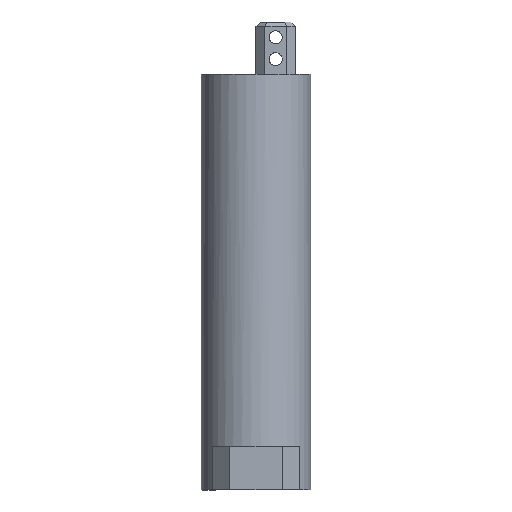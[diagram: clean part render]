
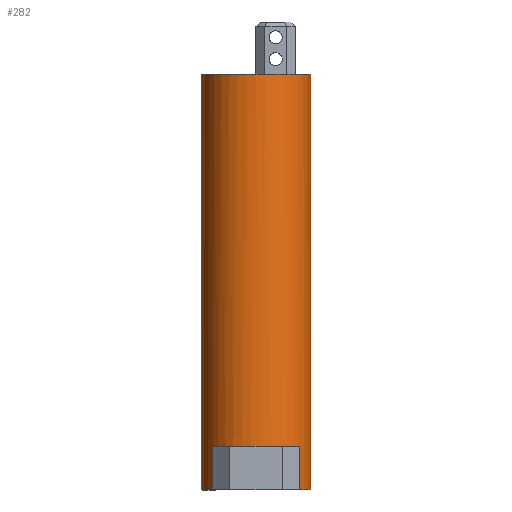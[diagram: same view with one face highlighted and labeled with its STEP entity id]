
A CAD part, front view. The second image highlights one B-rep face of the part: STEP entity #282.
In plain terms, the highlighted cylindrical face has radius 12.5 mm (diameter 25 mm), a partial arc.
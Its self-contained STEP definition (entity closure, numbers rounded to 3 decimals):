
#200=AXIS2_PLACEMENT_3D('Cylinder Axis2P3D',#197,#198,#199) ;
#204=AXIS2_PLACEMENT_3D('Circle Axis2P3D',#202,#203,$) ;
#211=AXIS2_PLACEMENT_3D('Circle Axis2P3D',#209,#210,$) ;
#216=AXIS2_PLACEMENT_3D('Circle Axis2P3D',#214,#215,$) ;
#230=AXIS2_PLACEMENT_3D('Circle Axis2P3D',#228,#229,$) ;
#244=AXIS2_PLACEMENT_3D('Circle Axis2P3D',#242,#243,$) ;
#258=AXIS2_PLACEMENT_3D('Circle Axis2P3D',#256,#257,$) ;
#104=CARTESIAN_POINT('Line Origine',(12.5,0.,-95.)) ;
#108=CARTESIAN_POINT('Vertex',(12.5,0.,-95.)) ;
#110=CARTESIAN_POINT('Vertex',(12.5,0.,0.)) ;
#150=CARTESIAN_POINT('Vertex',(-12.5,0.,-95.)) ;
#153=CARTESIAN_POINT('Line Origine',(-12.5,0.,-95.)) ;
#157=CARTESIAN_POINT('Vertex',(-12.5,0.,0.)) ;
#197=CARTESIAN_POINT('Axis2P3D Location',(0.,0.,-95.)) ;
#202=CARTESIAN_POINT('Axis2P3D Location',(0.,0.,-95.)) ;
#206=CARTESIAN_POINT('Vertex',(6.782,-10.5,-95.)) ;
#209=CARTESIAN_POINT('Axis2P3D Location',(0.,0.,0.)) ;
#214=CARTESIAN_POINT('Axis2P3D Location',(0.,0.,-95.)) ;
#218=CARTESIAN_POINT('Vertex',(-6.782,-10.5,-95.)) ;
#221=CARTESIAN_POINT('Line Origine',(-6.782,-10.5,-95.)) ;
#225=CARTESIAN_POINT('Vertex',(-6.782,-10.5,-90.)) ;
#228=CARTESIAN_POINT('Axis2P3D Location',(0.,0.,-90.)) ;
#232=CARTESIAN_POINT('Vertex',(-8.675,-9.,-90.)) ;
#235=CARTESIAN_POINT('Line Origine',(-8.675,-9.,-95.)) ;
#239=CARTESIAN_POINT('Vertex',(-8.675,-9.,-85.)) ;
#242=CARTESIAN_POINT('Axis2P3D Location',(0.,0.,-85.)) ;
#246=CARTESIAN_POINT('Vertex',(8.675,-9.,-85.)) ;
#249=CARTESIAN_POINT('Line Origine',(8.675,-9.,-95.)) ;
#253=CARTESIAN_POINT('Vertex',(8.675,-9.,-90.)) ;
#256=CARTESIAN_POINT('Axis2P3D Location',(0.,0.,-90.)) ;
#260=CARTESIAN_POINT('Vertex',(6.782,-10.5,-90.)) ;
#263=CARTESIAN_POINT('Line Origine',(6.782,-10.5,-95.)) ;
#105=DIRECTION('Vector Direction',(0.,0.,1.)) ;
#154=DIRECTION('Vector Direction',(0.,0.,1.)) ;
#198=DIRECTION('Axis2P3D Direction',(0.,0.,1.)) ;
#199=DIRECTION('Axis2P3D XDirection',(-1.,0.,0.)) ;
#203=DIRECTION('Axis2P3D Direction',(0.,0.,1.)) ;
#210=DIRECTION('Axis2P3D Direction',(0.,0.,1.)) ;
#215=DIRECTION('Axis2P3D Direction',(0.,0.,1.)) ;
#222=DIRECTION('Vector Direction',(0.,0.,1.)) ;
#229=DIRECTION('Axis2P3D Direction',(0.,0.,1.)) ;
#236=DIRECTION('Vector Direction',(0.,0.,1.)) ;
#243=DIRECTION('Axis2P3D Direction',(0.,0.,1.)) ;
#250=DIRECTION('Vector Direction',(0.,0.,1.)) ;
#257=DIRECTION('Axis2P3D Direction',(0.,0.,1.)) ;
#264=DIRECTION('Vector Direction',(0.,0.,1.)) ;
#106=VECTOR('Line Direction',#105,1.) ;
#155=VECTOR('Line Direction',#154,1.) ;
#223=VECTOR('Line Direction',#222,1.) ;
#237=VECTOR('Line Direction',#236,1.) ;
#251=VECTOR('Line Direction',#250,1.) ;
#265=VECTOR('Line Direction',#264,1.) ;
#269=ORIENTED_EDGE('',*,*,#208,.T.) ;
#270=ORIENTED_EDGE('',*,*,#112,.T.) ;
#271=ORIENTED_EDGE('',*,*,#213,.T.) ;
#272=ORIENTED_EDGE('',*,*,#159,.F.) ;
#273=ORIENTED_EDGE('',*,*,#220,.T.) ;
#274=ORIENTED_EDGE('',*,*,#227,.F.) ;
#275=ORIENTED_EDGE('',*,*,#234,.F.) ;
#276=ORIENTED_EDGE('',*,*,#241,.F.) ;
#277=ORIENTED_EDGE('',*,*,#248,.F.) ;
#278=ORIENTED_EDGE('',*,*,#255,.F.) ;
#279=ORIENTED_EDGE('',*,*,#262,.F.) ;
#280=ORIENTED_EDGE('',*,*,#267,.F.) ;
#282=ADVANCED_FACE('01_SSR03_\X2\4E38578B30B330A230593063307D3093672C4F53\X0\',(#281),#201,.T.) ;
#205=CIRCLE('generated circle',#204,12.5) ;
#212=CIRCLE('generated circle',#211,12.5) ;
#217=CIRCLE('generated circle',#216,12.5) ;
#231=CIRCLE('generated circle',#230,12.5) ;
#245=CIRCLE('generated circle',#244,12.5) ;
#259=CIRCLE('generated circle',#258,12.5) ;
#201=CYLINDRICAL_SURFACE('generated cylinder',#200,12.5) ;
#112=EDGE_CURVE('',#109,#111,#107,.T.) ;
#159=EDGE_CURVE('',#151,#158,#156,.T.) ;
#208=EDGE_CURVE('',#207,#109,#205,.T.) ;
#213=EDGE_CURVE('',#111,#158,#212,.F.) ;
#220=EDGE_CURVE('',#151,#219,#217,.T.) ;
#227=EDGE_CURVE('',#226,#219,#224,.F.) ;
#234=EDGE_CURVE('',#233,#226,#231,.T.) ;
#241=EDGE_CURVE('',#240,#233,#238,.F.) ;
#248=EDGE_CURVE('',#247,#240,#245,.F.) ;
#255=EDGE_CURVE('',#254,#247,#252,.T.) ;
#262=EDGE_CURVE('',#261,#254,#259,.T.) ;
#267=EDGE_CURVE('',#207,#261,#266,.T.) ;
#268=EDGE_LOOP('',(#269,#270,#271,#272,#273,#274,#275,#276,#277,#278,#279,#280)) ;
#281=FACE_OUTER_BOUND('',#268,.T.) ;
#107=LINE('Line',#104,#106) ;
#156=LINE('Line',#153,#155) ;
#224=LINE('Line',#221,#223) ;
#238=LINE('Line',#235,#237) ;
#252=LINE('Line',#249,#251) ;
#266=LINE('Line',#263,#265) ;
#109=VERTEX_POINT('',#108) ;
#111=VERTEX_POINT('',#110) ;
#151=VERTEX_POINT('',#150) ;
#158=VERTEX_POINT('',#157) ;
#207=VERTEX_POINT('',#206) ;
#219=VERTEX_POINT('',#218) ;
#226=VERTEX_POINT('',#225) ;
#233=VERTEX_POINT('',#232) ;
#240=VERTEX_POINT('',#239) ;
#247=VERTEX_POINT('',#246) ;
#254=VERTEX_POINT('',#253) ;
#261=VERTEX_POINT('',#260) ;
